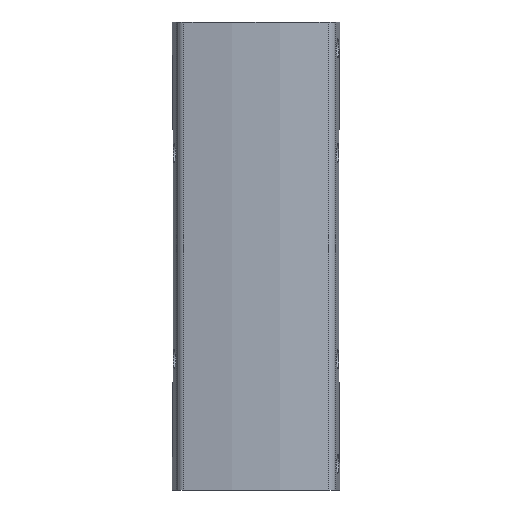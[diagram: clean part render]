
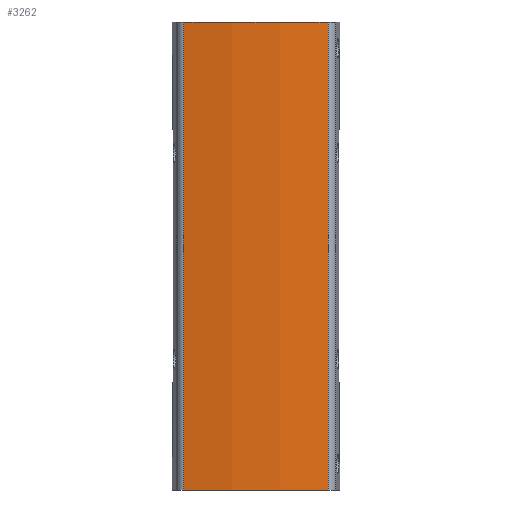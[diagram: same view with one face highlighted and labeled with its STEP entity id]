
A CAD part, left-side view. The second image highlights one B-rep face of the part: STEP entity #3262.
In plain terms, the highlighted cylindrical face has radius 200 mm (diameter 400 mm), a partial arc.
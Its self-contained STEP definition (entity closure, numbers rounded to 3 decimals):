
#92=CARTESIAN_POINT('',(165.,0.,125.));
#93=DIRECTION('',(0.,0.,-1.));
#94=DIRECTION('',(-0.981,-0.193,0.));
#95=AXIS2_PLACEMENT_3D('',#92,#93,#94);
#435=DIRECTION('',(0.,0.,1.));
#436=VECTOR('',#435,250.);
#437=CARTESIAN_POINT('',(-31.249,38.551,-125.));
#438=LINE('',#437,#436);
#442=DIRECTION('',(0.,0.,1.));
#443=VECTOR('',#442,250.);
#444=CARTESIAN_POINT('',(-31.249,-38.551,-125.));
#445=LINE('',#444,#443);
#797=CARTESIAN_POINT('',(165.,0.,-125.));
#798=DIRECTION('',(0.,0.,-1.));
#799=DIRECTION('',(-0.981,-0.193,0.));
#800=AXIS2_PLACEMENT_3D('',#797,#798,#799);
#2710=CARTESIAN_POINT('',(-31.249,38.551,125.));
#2711=VERTEX_POINT('',#2710);
#2712=CARTESIAN_POINT('',(-31.249,-38.551,125.));
#2713=VERTEX_POINT('',#2712);
#2726=CARTESIAN_POINT('',(-31.249,38.551,-125.));
#2727=VERTEX_POINT('',#2726);
#2728=CARTESIAN_POINT('',(-31.249,-38.551,-125.));
#2729=VERTEX_POINT('',#2728);
#3249=CARTESIAN_POINT('',(165.,0.,125.));
#3250=DIRECTION('',(0.,0.,1.));
#3251=DIRECTION('',(1.,0.,0.));
#3252=AXIS2_PLACEMENT_3D('',#3249,#3250,#3251);
#3253=CYLINDRICAL_SURFACE('',#3252,200.);
#3254=ORIENTED_EDGE('',*,*,#3103,.F.);
#3256=ORIENTED_EDGE('',*,*,#3255,.F.);
#3258=ORIENTED_EDGE('',*,*,#3257,.T.);
#3259=ORIENTED_EDGE('',*,*,#3241,.T.);
#3260=EDGE_LOOP('',(#3254,#3256,#3258,#3259));
#3261=FACE_OUTER_BOUND('',#3260,.F.);
#3262=ADVANCED_FACE('',(#3261),#3253,.T.);
#96=CIRCLE('',#95,200.);
#801=CIRCLE('',#800,200.);
#3103=EDGE_CURVE('',#2713,#2711,#96,.T.);
#3241=EDGE_CURVE('',#2727,#2711,#438,.T.);
#3255=EDGE_CURVE('',#2729,#2713,#445,.T.);
#3257=EDGE_CURVE('',#2729,#2727,#801,.T.);
